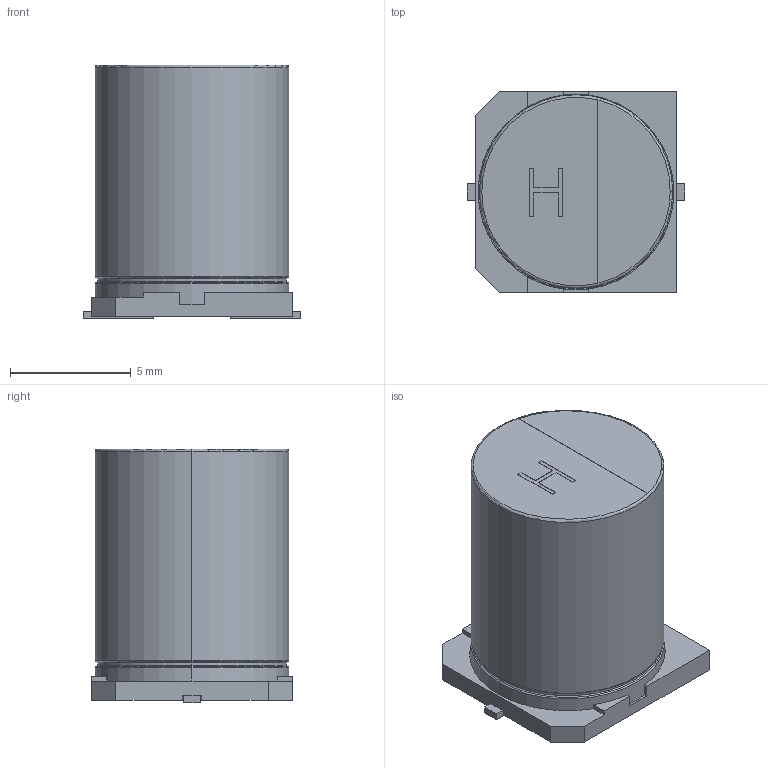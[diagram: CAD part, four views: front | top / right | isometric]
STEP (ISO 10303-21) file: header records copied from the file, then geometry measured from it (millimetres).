
FILE_DESCRIPTION (( 'STEP AP214' ), '1' );
FILE_NAME ('SL-H.STEP', '2008-07-11T14:18:02', ( 'j' ), ( '' ), 'SwSTEP 2.0', 'SolidWorks 2004231', '' );
FILE_SCHEMA (( 'AUTOMOTIVE_DESIGN' ));
Length unit declared in the file: millimetre
Products named in the file (1): SL-H
Bounding box: 9 x 8.3 x 10.5 mm (x, y, z)
Volume: 536.6 mm3; surface area: 444.9 mm2
Topology: 1 solids, 1 shells, 76 faces, 195 edges, 123 vertices
Faces by surface type: plane 56, torus 10, cylinder 10
Entity records: 2813 total; most frequent: CARTESIAN_POINT 395, DIRECTION 391, ORIENTED_EDGE 390, EDGE_CURVE 195, VECTOR 153, LINE 153, VERTEX_POINT 123, AXIS2_PLACEMENT_3D 119
